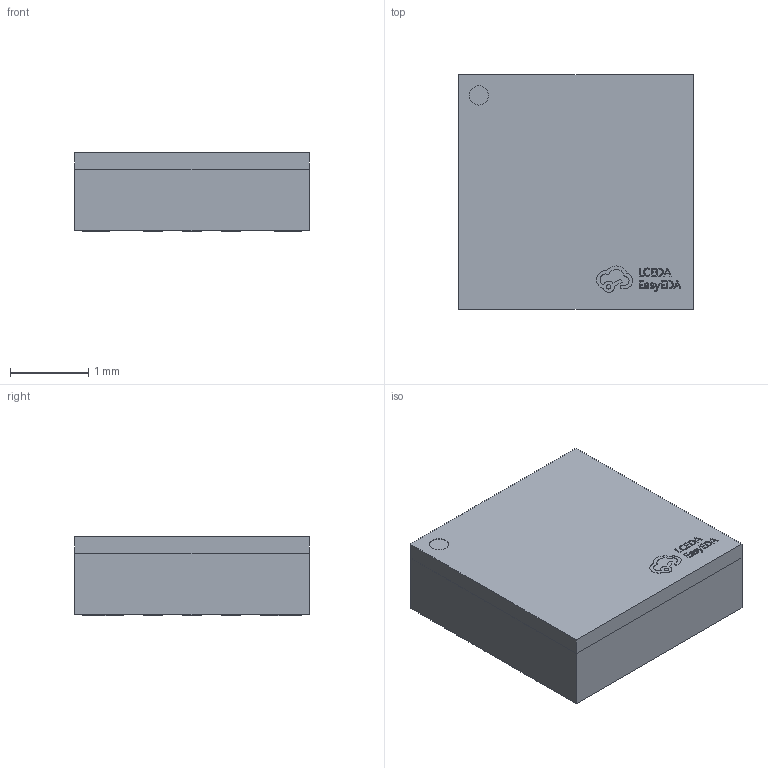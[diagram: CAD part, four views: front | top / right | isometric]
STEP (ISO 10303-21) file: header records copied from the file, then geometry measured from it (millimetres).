
FILE_DESCRIPTION (( 'STEP AP214' ), '1' );
FILE_NAME ('TFLGA-16_L3.0-W3.0-P0.50-TL.step', '2022-07-04T13:40:27', ( '' ), ( '' ), 'SwSTEP 2.0', 'SolidWorks 2020', '' );
FILE_SCHEMA (( 'AUTOMOTIVE_DESIGN' ));
Length unit declared in the file: millimetre
Products named in the file (1): TFLGA-16_L3.0-W3.0-P0.50-TL
Bounding box: 3 x 3 x 1.01 mm (x, y, z)
Volume: 9 mm3; surface area: 48.2 mm2
Topology: 2 solids, 2 shells, 381 faces, 999 edges, 666 vertices
Faces by surface type: plane 265, bspline 112, cylinder 4
Entity records: 17027 total; most frequent: CARTESIAN_POINT 4151, ORIENTED_EDGE 1998, DIRECTION 1319, EDGE_CURVE 999, VECTOR 763, LINE 763, VERTEX_POINT 666, EDGE_LOOP 425
